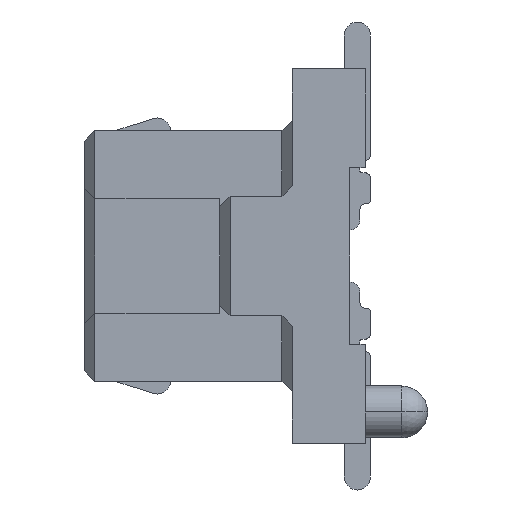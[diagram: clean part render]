
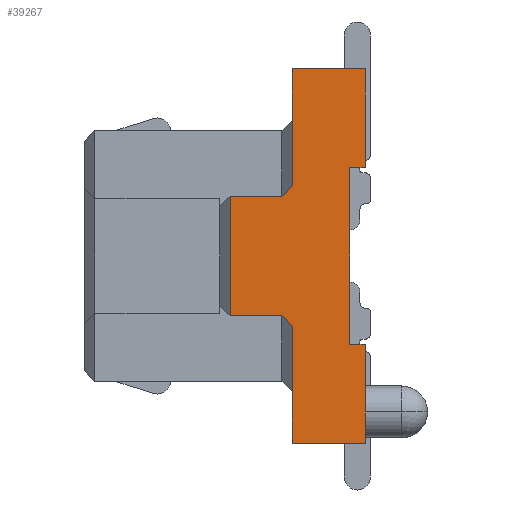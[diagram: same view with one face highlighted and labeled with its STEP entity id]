
A CAD part, left-side view. The second image highlights one B-rep face of the part: STEP entity #39267.
In plain terms, the highlighted planar face has unit normal (-1, 0, 0).
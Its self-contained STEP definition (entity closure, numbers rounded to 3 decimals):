
#25=DIRECTION('',(0.,0.,1.));
#26=VECTOR('',#25,0.95);
#27=CARTESIAN_POINT('',(-7.3,0.,0.85));
#28=LINE('',#27,#26);
#43=DIRECTION('',(0.,0.,1.));
#44=VECTOR('',#43,0.65);
#45=CARTESIAN_POINT('',(-7.3,0.,-1.5));
#46=LINE('',#45,#44);
#59=DIRECTION('',(0.,0.,1.));
#60=VECTOR('',#59,0.3);
#61=CARTESIAN_POINT('',(-7.3,0.,-1.8));
#62=LINE('',#61,#60);
#8121=DIRECTION('',(0.,1.,0.));
#8122=VECTOR('',#8121,0.7);
#8123=CARTESIAN_POINT('',(-7.3,0.,1.8));
#8124=LINE('',#8123,#8122);
#8385=DIRECTION('',(0.,1.,0.));
#8386=VECTOR('',#8385,0.7);
#8387=CARTESIAN_POINT('',(-7.3,0.,-1.8));
#8388=LINE('',#8387,#8386);
#8389=DIRECTION('',(0.,0.,1.));
#8390=VECTOR('',#8389,1.125);
#8391=CARTESIAN_POINT('',(-7.3,0.7,-1.8));
#8392=LINE('',#8391,#8390);
#8393=DIRECTION('',(0.,-1.,0.));
#8394=VECTOR('',#8393,0.5);
#8395=CARTESIAN_POINT('',(-7.3,1.3,-0.575));
#8396=LINE('',#8395,#8394);
#8397=DIRECTION('',(0.,0.,-1.));
#8398=VECTOR('',#8397,1.15);
#8399=CARTESIAN_POINT('',(-7.3,1.3,0.575));
#8400=LINE('',#8399,#8398);
#8401=DIRECTION('',(0.,-1.,0.));
#8402=VECTOR('',#8401,0.5);
#8403=CARTESIAN_POINT('',(-7.3,1.3,0.575));
#8404=LINE('',#8403,#8402);
#8405=DIRECTION('',(0.,0.,1.));
#8406=VECTOR('',#8405,1.125);
#8407=CARTESIAN_POINT('',(-7.3,0.7,0.675));
#8408=LINE('',#8407,#8406);
#8409=DIRECTION('',(0.,1.,0.));
#8410=VECTOR('',#8409,0.15);
#8411=CARTESIAN_POINT('',(-7.3,0.,0.85));
#8412=LINE('',#8411,#8410);
#8413=DIRECTION('',(0.,0.,1.));
#8414=VECTOR('',#8413,1.7);
#8415=CARTESIAN_POINT('',(-7.3,0.15,-0.85));
#8416=LINE('',#8415,#8414);
#8417=DIRECTION('',(0.,1.,0.));
#8418=VECTOR('',#8417,0.15);
#8419=CARTESIAN_POINT('',(-7.3,0.,-0.85));
#8420=LINE('',#8419,#8418);
#8421=DIRECTION('',(0.,-0.707,-0.707));
#8422=VECTOR('',#8421,0.141);
#8423=CARTESIAN_POINT('',(-7.3,0.8,-0.575));
#8424=LINE('',#8423,#8422);
#8541=DIRECTION('',(0.,0.707,-0.707));
#8542=VECTOR('',#8541,0.141);
#8543=CARTESIAN_POINT('',(-7.3,0.7,0.675));
#8544=LINE('',#8543,#8542);
#23705=CARTESIAN_POINT('',(-7.3,0.7,1.8));
#23707=VERTEX_POINT('',#23705);
#23710=CARTESIAN_POINT('',(-7.3,0.7,-1.8));
#23712=VERTEX_POINT('',#23710);
#23713=CARTESIAN_POINT('',(-7.3,0.,-1.8));
#23714=VERTEX_POINT('',#23713);
#23715=CARTESIAN_POINT('',(-7.3,0.,1.8));
#23716=VERTEX_POINT('',#23715);
#23814=CARTESIAN_POINT('',(-7.3,1.3,0.575));
#23816=VERTEX_POINT('',#23814);
#23823=CARTESIAN_POINT('',(-7.3,1.3,-0.575));
#23824=VERTEX_POINT('',#23823);
#23853=CARTESIAN_POINT('',(-7.3,0.8,-0.575));
#23854=CARTESIAN_POINT('',(-7.3,0.7,-0.675));
#23855=VERTEX_POINT('',#23853);
#23856=VERTEX_POINT('',#23854);
#23861=CARTESIAN_POINT('',(-7.3,0.8,0.575));
#23862=VERTEX_POINT('',#23861);
#23863=CARTESIAN_POINT('',(-7.3,0.7,0.675));
#23864=VERTEX_POINT('',#23863);
#23875=CARTESIAN_POINT('',(-7.3,0.,0.85));
#23876=VERTEX_POINT('',#23875);
#23877=CARTESIAN_POINT('',(-7.3,0.,-0.85));
#23879=VERTEX_POINT('',#23877);
#23889=CARTESIAN_POINT('',(-7.3,0.15,-0.85));
#23890=CARTESIAN_POINT('',(-7.3,0.15,0.85));
#23891=VERTEX_POINT('',#23889);
#23892=VERTEX_POINT('',#23890);
#23913=CARTESIAN_POINT('',(-7.3,0.,-1.5));
#23915=VERTEX_POINT('',#23913);
#39239=CARTESIAN_POINT('',(-7.3,0.,-1.8));
#39240=DIRECTION('',(-1.,0.,0.));
#39241=DIRECTION('',(0.,0.,1.));
#39242=AXIS2_PLACEMENT_3D('',#39239,#39240,#39241);
#39243=PLANE('',#39242);
#39244=ORIENTED_EDGE('',*,*,#31198,.F.);
#39245=ORIENTED_EDGE('',*,*,#31416,.T.);
#39246=ORIENTED_EDGE('',*,*,#32972,.T.);
#39248=ORIENTED_EDGE('',*,*,#39247,.F.);
#39250=ORIENTED_EDGE('',*,*,#39249,.F.);
#39252=ORIENTED_EDGE('',*,*,#39251,.F.);
#39254=ORIENTED_EDGE('',*,*,#39253,.T.);
#39256=ORIENTED_EDGE('',*,*,#39255,.F.);
#39257=ORIENTED_EDGE('',*,*,#33390,.T.);
#39258=ORIENTED_EDGE('',*,*,#39052,.F.);
#39259=ORIENTED_EDGE('',*,*,#31174,.F.);
#39261=ORIENTED_EDGE('',*,*,#39260,.T.);
#39262=ORIENTED_EDGE('',*,*,#39179,.F.);
#39263=ORIENTED_EDGE('',*,*,#39232,.F.);
#39264=ORIENTED_EDGE('',*,*,#31190,.F.);
#39265=EDGE_LOOP('',(#39244,#39245,#39246,#39248,#39250,#39252,#39254,#39256,
#39257,#39258,#39259,#39261,#39262,#39263,#39264));
#39266=FACE_OUTER_BOUND('',#39265,.F.);
#31174=EDGE_CURVE('',#23876,#23716,#28,.T.);
#31190=EDGE_CURVE('',#23915,#23879,#46,.T.);
#31198=EDGE_CURVE('',#23714,#23915,#62,.T.);
#31416=EDGE_CURVE('',#23714,#23712,#8388,.T.);
#32972=EDGE_CURVE('',#23712,#23856,#8392,.T.);
#33390=EDGE_CURVE('',#23864,#23707,#8408,.T.);
#39052=EDGE_CURVE('',#23716,#23707,#8124,.T.);
#39179=EDGE_CURVE('',#23891,#23892,#8416,.T.);
#39232=EDGE_CURVE('',#23879,#23891,#8420,.T.);
#39247=EDGE_CURVE('',#23855,#23856,#8424,.T.);
#39249=EDGE_CURVE('',#23824,#23855,#8396,.T.);
#39251=EDGE_CURVE('',#23816,#23824,#8400,.T.);
#39253=EDGE_CURVE('',#23816,#23862,#8404,.T.);
#39255=EDGE_CURVE('',#23864,#23862,#8544,.T.);
#39260=EDGE_CURVE('',#23876,#23892,#8412,.T.);
#39267=ADVANCED_FACE('',(#39266),#39243,.T.);
